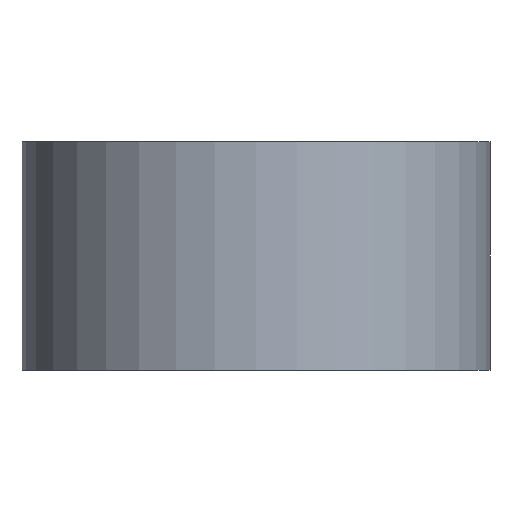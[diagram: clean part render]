
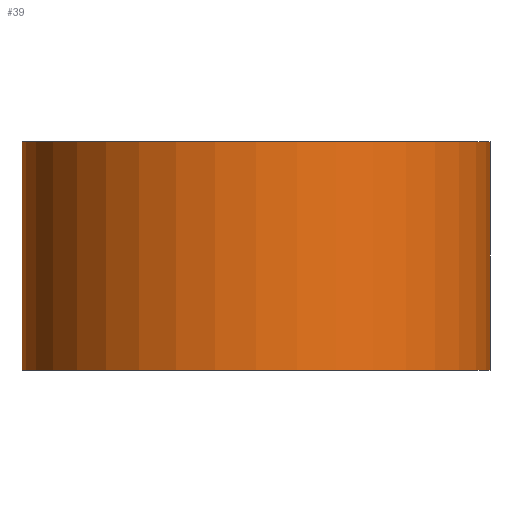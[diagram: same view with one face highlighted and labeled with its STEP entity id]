
A CAD part, front view. The second image highlights one B-rep face of the part: STEP entity #39.
In plain terms, the highlighted cylindrical face has radius 19.469 mm (diameter 38.938 mm), a partial arc.
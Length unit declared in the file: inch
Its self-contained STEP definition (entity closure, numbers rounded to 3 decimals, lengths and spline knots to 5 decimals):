
#10 = CARTESIAN_POINT ( 'NONE',  ( -0.048, -1.937, 0.375 ) ) ;
#25 = DIRECTION ( 'NONE',  ( 0., 0., -1. ) ) ;
#39 = ADVANCED_FACE ( 'NONE', ( #379 ), #324, .T. ) ;
#57 = LINE ( 'NONE', #422, #368 ) ;
#66 = EDGE_CURVE ( 'NONE', #426, #67, #57, .T. ) ;
#67 = VERTEX_POINT ( 'NONE', #238 ) ;
#69 = DIRECTION ( 'NONE',  ( 1., 0., 0. ) ) ;
#83 = CARTESIAN_POINT ( 'NONE',  ( 0.7185, -1.1705, -0.375 ) ) ;
#92 = CIRCLE ( 'NONE', #273, 0.7665 ) ;
#105 = ORIENTED_EDGE ( 'NONE', *, *, #551, .F. ) ;
#131 = CARTESIAN_POINT ( 'NONE',  ( 0.7185, -1.937, 0.375 ) ) ;
#140 = ORIENTED_EDGE ( 'NONE', *, *, #66, .T. ) ;
#145 = VERTEX_POINT ( 'NONE', #83 ) ;
#161 = CARTESIAN_POINT ( 'NONE',  ( 0.7185, -1.1705, 0.375 ) ) ;
#172 = VERTEX_POINT ( 'NONE', #161 ) ;
#238 = CARTESIAN_POINT ( 'NONE',  ( -0.048, -1.937, -0.375 ) ) ;
#251 = DIRECTION ( 'NONE',  ( -1., 0., 0. ) ) ;
#259 = EDGE_LOOP ( 'NONE', ( #105, #548, #400, #140 ) ) ;
#260 = DIRECTION ( 'NONE',  ( 0., 0., -1. ) ) ;
#273 = AXIS2_PLACEMENT_3D ( 'NONE', #278, #555, #511 ) ;
#275 = CIRCLE ( 'NONE', #380, 0.7665 ) ;
#278 = CARTESIAN_POINT ( 'NONE',  ( 0.7185, -1.937, 0.375 ) ) ;
#296 = DIRECTION ( 'NONE',  ( 0., 0., -1. ) ) ;
#324 = CYLINDRICAL_SURFACE ( 'NONE', #330, 0.7665 ) ;
#330 = AXIS2_PLACEMENT_3D ( 'NONE', #131, #260, #251 ) ;
#345 = LINE ( 'NONE', #488, #543 ) ;
#368 = VECTOR ( 'NONE', #296, 39.37008 ) ;
#379 = FACE_OUTER_BOUND ( 'NONE', #259, .T. ) ;
#380 = AXIS2_PLACEMENT_3D ( 'NONE', #392, #25, #69 ) ;
#392 = CARTESIAN_POINT ( 'NONE',  ( 0.7185, -1.937, -0.375 ) ) ;
#400 = ORIENTED_EDGE ( 'NONE', *, *, #535, .T. ) ;
#416 = EDGE_CURVE ( 'NONE', #172, #145, #345, .T. ) ;
#422 = CARTESIAN_POINT ( 'NONE',  ( -0.048, -1.937, 0.375 ) ) ;
#426 = VERTEX_POINT ( 'NONE', #10 ) ;
#484 = DIRECTION ( 'NONE',  ( 0., 0., -1. ) ) ;
#488 = CARTESIAN_POINT ( 'NONE',  ( 0.7185, -1.1705, 0.375 ) ) ;
#511 = DIRECTION ( 'NONE',  ( 1., 0., 0. ) ) ;
#535 = EDGE_CURVE ( 'NONE', #172, #426, #92, .T. ) ;
#543 = VECTOR ( 'NONE', #484, 39.37008 ) ;
#548 = ORIENTED_EDGE ( 'NONE', *, *, #416, .F. ) ;
#551 = EDGE_CURVE ( 'NONE', #145, #67, #275, .T. ) ;
#555 = DIRECTION ( 'NONE',  ( 0., 0., -1. ) ) ;
